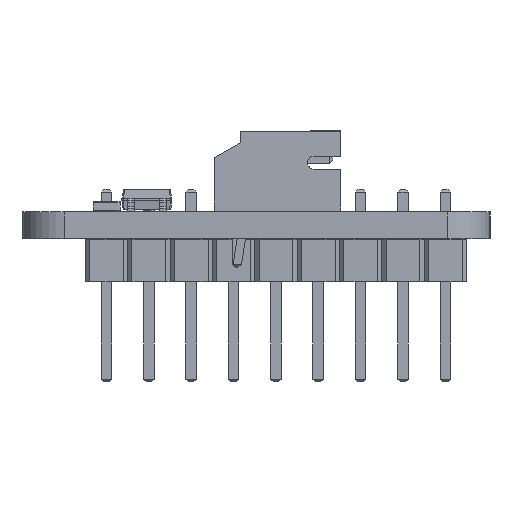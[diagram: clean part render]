
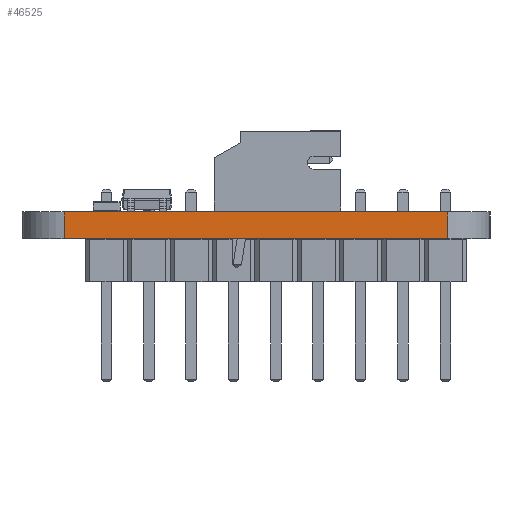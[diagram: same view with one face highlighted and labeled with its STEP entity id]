
A CAD part, left-side view. The second image highlights one B-rep face of the part: STEP entity #46525.
In plain terms, the highlighted planar face has unit normal (-1, 0, 0).
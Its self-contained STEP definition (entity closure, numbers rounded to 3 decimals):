
#46525 = ADVANCED_FACE('',(#46526),#46540,.T.);
#46526 = FACE_BOUND('',#46527,.T.);
#46527 = EDGE_LOOP('',(#46528,#46563,#46591,#46619));
#46528 = ORIENTED_EDGE('',*,*,#46529,.T.);
#46529 = EDGE_CURVE('',#46530,#46532,#46534,.T.);
#46530 = VERTEX_POINT('',#46531);
#46531 = CARTESIAN_POINT('',(107.861,-116.497,0.));
#46532 = VERTEX_POINT('',#46533);
#46533 = CARTESIAN_POINT('',(107.861,-116.497,1.6));
#46534 = SURFACE_CURVE('',#46535,(#46539,#46551),.PCURVE_S1.);
#46535 = LINE('',#46536,#46537);
#46536 = CARTESIAN_POINT('',(107.861,-116.497,0.));
#46537 = VECTOR('',#46538,1.);
#46538 = DIRECTION('',(0.,0.,1.));
#46539 = PCURVE('',#46540,#46545);
#46540 = PLANE('',#46541);
#46541 = AXIS2_PLACEMENT_3D('',#46542,#46543,#46544);
#46542 = CARTESIAN_POINT('',(107.861,-116.497,0.));
#46543 = DIRECTION('',(-1.,0.,0.));
#46544 = DIRECTION('',(0.,1.,0.));
#46545 = DEFINITIONAL_REPRESENTATION('',(#46546),#46550);
#46546 = LINE('',#46547,#46548);
#46547 = CARTESIAN_POINT('',(0.,0.));
#46548 = VECTOR('',#46549,1.);
#46549 = DIRECTION('',(0.,-1.));
#46550 = ( GEOMETRIC_REPRESENTATION_CONTEXT(2) 
PARAMETRIC_REPRESENTATION_CONTEXT() REPRESENTATION_CONTEXT('2D SPACE',''
  ) );
#46551 = PCURVE('',#46552,#46557);
#46552 = CYLINDRICAL_SURFACE('',#46553,2.918);
#46553 = AXIS2_PLACEMENT_3D('',#46554,#46555,#46556);
#46554 = CARTESIAN_POINT('',(110.758,-116.141,0.));
#46555 = DIRECTION('',(-0.,-0.,-1.));
#46556 = DIRECTION('',(1.,0.,-0.));
#46557 = DEFINITIONAL_REPRESENTATION('',(#46558),#46562);
#46558 = LINE('',#46559,#46560);
#46559 = CARTESIAN_POINT('',(-3.264,0.));
#46560 = VECTOR('',#46561,1.);
#46561 = DIRECTION('',(-0.,-1.));
#46562 = ( GEOMETRIC_REPRESENTATION_CONTEXT(2) 
PARAMETRIC_REPRESENTATION_CONTEXT() REPRESENTATION_CONTEXT('2D SPACE',''
  ) );
#46563 = ORIENTED_EDGE('',*,*,#46564,.T.);
#46564 = EDGE_CURVE('',#46532,#46565,#46567,.T.);
#46565 = VERTEX_POINT('',#46566);
#46566 = CARTESIAN_POINT('',(107.861,-93.51,1.6));
#46567 = SURFACE_CURVE('',#46568,(#46572,#46579),.PCURVE_S1.);
#46568 = LINE('',#46569,#46570);
#46569 = CARTESIAN_POINT('',(107.861,-116.497,1.6));
#46570 = VECTOR('',#46571,1.);
#46571 = DIRECTION('',(0.,1.,0.));
#46572 = PCURVE('',#46540,#46573);
#46573 = DEFINITIONAL_REPRESENTATION('',(#46574),#46578);
#46574 = LINE('',#46575,#46576);
#46575 = CARTESIAN_POINT('',(0.,-1.6));
#46576 = VECTOR('',#46577,1.);
#46577 = DIRECTION('',(1.,0.));
#46578 = ( GEOMETRIC_REPRESENTATION_CONTEXT(2) 
PARAMETRIC_REPRESENTATION_CONTEXT() REPRESENTATION_CONTEXT('2D SPACE',''
  ) );
#46579 = PCURVE('',#46580,#46585);
#46580 = PLANE('',#46581);
#46581 = AXIS2_PLACEMENT_3D('',#46582,#46583,#46584);
#46582 = CARTESIAN_POINT('',(148.501,-105.004,1.6));
#46583 = DIRECTION('',(-0.,-0.,-1.));
#46584 = DIRECTION('',(-1.,0.,0.));
#46585 = DEFINITIONAL_REPRESENTATION('',(#46586),#46590);
#46586 = LINE('',#46587,#46588);
#46587 = CARTESIAN_POINT('',(40.64,-11.493));
#46588 = VECTOR('',#46589,1.);
#46589 = DIRECTION('',(0.,1.));
#46590 = ( GEOMETRIC_REPRESENTATION_CONTEXT(2) 
PARAMETRIC_REPRESENTATION_CONTEXT() REPRESENTATION_CONTEXT('2D SPACE',''
  ) );
#46591 = ORIENTED_EDGE('',*,*,#46592,.F.);
#46592 = EDGE_CURVE('',#46593,#46565,#46595,.T.);
#46593 = VERTEX_POINT('',#46594);
#46594 = CARTESIAN_POINT('',(107.861,-93.51,0.));
#46595 = SURFACE_CURVE('',#46596,(#46600,#46607),.PCURVE_S1.);
#46596 = LINE('',#46597,#46598);
#46597 = CARTESIAN_POINT('',(107.861,-93.51,0.));
#46598 = VECTOR('',#46599,1.);
#46599 = DIRECTION('',(0.,0.,1.));
#46600 = PCURVE('',#46540,#46601);
#46601 = DEFINITIONAL_REPRESENTATION('',(#46602),#46606);
#46602 = LINE('',#46603,#46604);
#46603 = CARTESIAN_POINT('',(22.987,0.));
#46604 = VECTOR('',#46605,1.);
#46605 = DIRECTION('',(0.,-1.));
#46606 = ( GEOMETRIC_REPRESENTATION_CONTEXT(2) 
PARAMETRIC_REPRESENTATION_CONTEXT() REPRESENTATION_CONTEXT('2D SPACE',''
  ) );
#46607 = PCURVE('',#46608,#46613);
#46608 = CYLINDRICAL_SURFACE('',#46609,2.918);
#46609 = AXIS2_PLACEMENT_3D('',#46610,#46611,#46612);
#46610 = CARTESIAN_POINT('',(110.758,-93.867,0.));
#46611 = DIRECTION('',(-0.,-0.,-1.));
#46612 = DIRECTION('',(1.,0.,-0.));
#46613 = DEFINITIONAL_REPRESENTATION('',(#46614),#46618);
#46614 = LINE('',#46615,#46616);
#46615 = CARTESIAN_POINT('',(-3.019,0.));
#46616 = VECTOR('',#46617,1.);
#46617 = DIRECTION('',(-0.,-1.));
#46618 = ( GEOMETRIC_REPRESENTATION_CONTEXT(2) 
PARAMETRIC_REPRESENTATION_CONTEXT() REPRESENTATION_CONTEXT('2D SPACE',''
  ) );
#46619 = ORIENTED_EDGE('',*,*,#46620,.F.);
#46620 = EDGE_CURVE('',#46530,#46593,#46621,.T.);
#46621 = SURFACE_CURVE('',#46622,(#46626,#46633),.PCURVE_S1.);
#46622 = LINE('',#46623,#46624);
#46623 = CARTESIAN_POINT('',(107.861,-116.497,0.));
#46624 = VECTOR('',#46625,1.);
#46625 = DIRECTION('',(0.,1.,0.));
#46626 = PCURVE('',#46540,#46627);
#46627 = DEFINITIONAL_REPRESENTATION('',(#46628),#46632);
#46628 = LINE('',#46629,#46630);
#46629 = CARTESIAN_POINT('',(0.,0.));
#46630 = VECTOR('',#46631,1.);
#46631 = DIRECTION('',(1.,0.));
#46632 = ( GEOMETRIC_REPRESENTATION_CONTEXT(2) 
PARAMETRIC_REPRESENTATION_CONTEXT() REPRESENTATION_CONTEXT('2D SPACE',''
  ) );
#46633 = PCURVE('',#46634,#46639);
#46634 = PLANE('',#46635);
#46635 = AXIS2_PLACEMENT_3D('',#46636,#46637,#46638);
#46636 = CARTESIAN_POINT('',(148.501,-105.004,0.));
#46637 = DIRECTION('',(-0.,-0.,-1.));
#46638 = DIRECTION('',(-1.,0.,0.));
#46639 = DEFINITIONAL_REPRESENTATION('',(#46640),#46644);
#46640 = LINE('',#46641,#46642);
#46641 = CARTESIAN_POINT('',(40.64,-11.493));
#46642 = VECTOR('',#46643,1.);
#46643 = DIRECTION('',(0.,1.));
#46644 = ( GEOMETRIC_REPRESENTATION_CONTEXT(2) 
PARAMETRIC_REPRESENTATION_CONTEXT() REPRESENTATION_CONTEXT('2D SPACE',''
  ) );
